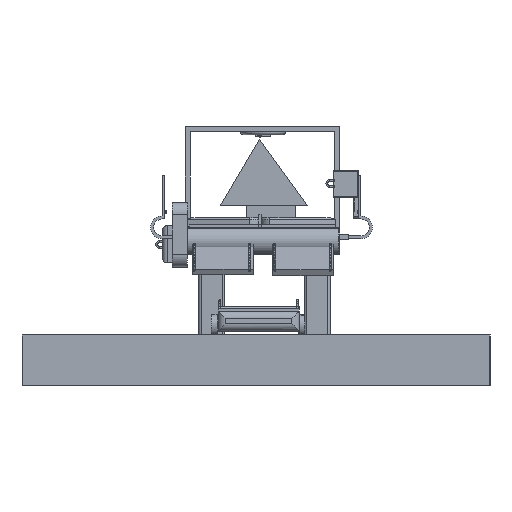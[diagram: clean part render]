
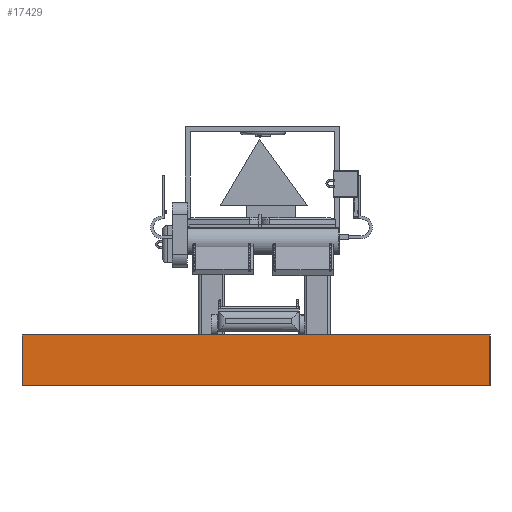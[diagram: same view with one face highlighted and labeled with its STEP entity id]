
A CAD part, left-side view. The second image highlights one B-rep face of the part: STEP entity #17429.
In plain terms, the highlighted planar face has unit normal (-1, 0, 0).
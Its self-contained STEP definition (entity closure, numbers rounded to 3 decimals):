
#1995=FACE_OUTER_BOUND('',#3074,.T.);
#3074=EDGE_LOOP('',(#13302,#13303,#13304,#13305));
#4447=LINE('',#26641,#6203);
#4489=LINE('',#26795,#6245);
#4490=LINE('',#26798,#6246);
#4491=LINE('',#26799,#6247);
#6203=VECTOR('',#21991,10.);
#6245=VECTOR('',#22131,10.);
#6246=VECTOR('',#22134,10.);
#6247=VECTOR('',#22135,10.);
#7843=VERTEX_POINT('',#26634);
#7846=VERTEX_POINT('',#26639);
#7909=VERTEX_POINT('',#26793);
#7910=VERTEX_POINT('',#26797);
#9795=EDGE_CURVE('',#7846,#7843,#4447,.T.);
#9872=EDGE_CURVE('',#7846,#7909,#4489,.T.);
#9873=EDGE_CURVE('',#7910,#7909,#4490,.T.);
#9874=EDGE_CURVE('',#7843,#7910,#4491,.T.);
#13302=ORIENTED_EDGE('',*,*,#9795,.F.);
#13303=ORIENTED_EDGE('',*,*,#9872,.T.);
#13304=ORIENTED_EDGE('',*,*,#9873,.F.);
#13305=ORIENTED_EDGE('',*,*,#9874,.F.);
#16632=PLANE('',#19201);
#17429=ADVANCED_FACE('',(#1995),#16632,.T.);
#19201=AXIS2_PLACEMENT_3D('',#26796,#22132,#22133);
#21991=DIRECTION('',(0.,-1.,0.));
#22131=DIRECTION('',(0.,0.,-1.));
#22132=DIRECTION('center_axis',(-1.,0.,0.));
#22133=DIRECTION('ref_axis',(0.,1.,0.));
#22134=DIRECTION('',(0.,1.,0.));
#22135=DIRECTION('',(0.,0.,-1.));
#26634=CARTESIAN_POINT('',(-193.33,-30.146,-18.7));
#26639=CARTESIAN_POINT('',(-193.33,62.868,-18.7));
#26641=CARTESIAN_POINT('',(-193.33,62.868,-18.7));
#26793=CARTESIAN_POINT('',(-193.33,62.868,-28.7));
#26795=CARTESIAN_POINT('',(-193.33,62.868,-18.7));
#26796=CARTESIAN_POINT('Origin',(-193.33,-30.146,-18.7));
#26797=CARTESIAN_POINT('',(-193.33,-30.146,-28.7));
#26798=CARTESIAN_POINT('',(-193.33,62.868,-28.7));
#26799=CARTESIAN_POINT('',(-193.33,-30.146,-18.7));
